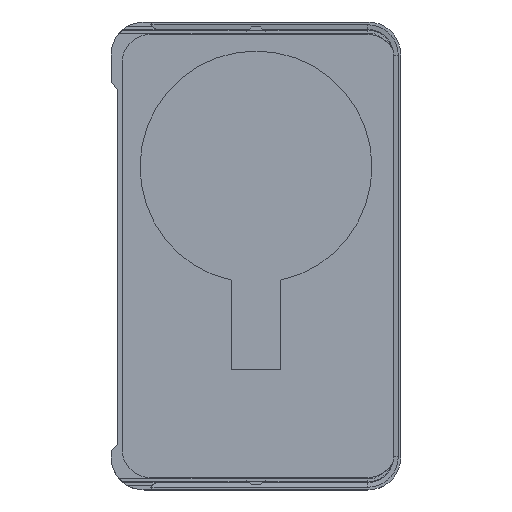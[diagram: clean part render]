
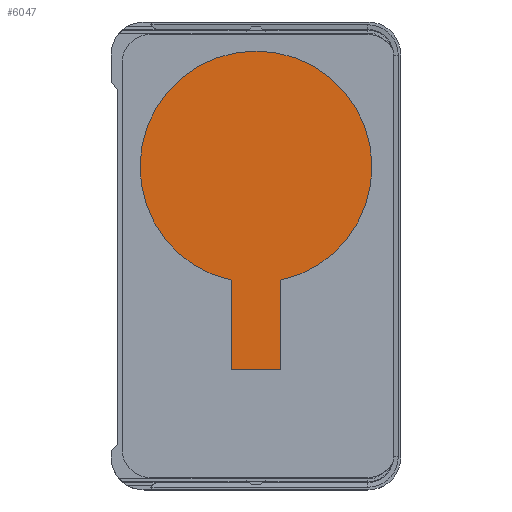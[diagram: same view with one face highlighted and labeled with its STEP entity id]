
A CAD part, top view. The second image highlights one B-rep face of the part: STEP entity #6047.
In plain terms, the highlighted planar face has unit normal (0, 0, 1).
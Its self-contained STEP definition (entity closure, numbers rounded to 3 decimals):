
#3295 = CYLINDRICAL_SURFACE('',#3296,28.);
#3296 = AXIS2_PLACEMENT_3D('',#3297,#3298,#3299);
#3297 = CARTESIAN_POINT('',(29.,72.,0.));
#3298 = DIRECTION('',(0.,0.,1.));
#3299 = DIRECTION('',(1.,0.,0.));
#3323 = PLANE('',#3324);
#3324 = AXIS2_PLACEMENT_3D('',#3325,#3326,#3327);
#3325 = CARTESIAN_POINT('',(35.,44.65,0.));
#3326 = DIRECTION('',(-1.,0.,0.));
#3327 = DIRECTION('',(0.,-1.,0.));
#3351 = PLANE('',#3352);
#3352 = AXIS2_PLACEMENT_3D('',#3353,#3354,#3355);
#3353 = CARTESIAN_POINT('',(35.,23.,0.));
#3354 = DIRECTION('',(0.,1.,0.));
#3355 = DIRECTION('',(-1.,0.,0.));
#3377 = PLANE('',#3378);
#3378 = AXIS2_PLACEMENT_3D('',#3379,#3380,#3381);
#3379 = CARTESIAN_POINT('',(23.,23.,0.));
#3380 = DIRECTION('',(1.,0.,0.));
#3381 = DIRECTION('',(0.,1.,0.));
#4765 = VERTEX_POINT('',#4766);
#4766 = CARTESIAN_POINT('',(35.,44.65,-3.7));
#4787 = EDGE_CURVE('',#4765,#4788,#4790,.T.);
#4788 = VERTEX_POINT('',#4789);
#4789 = CARTESIAN_POINT('',(23.,44.65,-3.7));
#4790 = SURFACE_CURVE('',#4791,(#4796,#4803),.PCURVE_S1.);
#4791 = CIRCLE('',#4792,28.);
#4792 = AXIS2_PLACEMENT_3D('',#4793,#4794,#4795);
#4793 = CARTESIAN_POINT('',(29.,72.,-3.7));
#4794 = DIRECTION('',(0.,0.,1.));
#4795 = DIRECTION('',(1.,0.,0.));
#4796 = PCURVE('',#3295,#4797);
#4797 = DEFINITIONAL_REPRESENTATION('',(#4798),#4802);
#4798 = LINE('',#4799,#4800);
#4799 = CARTESIAN_POINT('',(0.,-3.7));
#4800 = VECTOR('',#4801,1.);
#4801 = DIRECTION('',(1.,0.));
#4802 = ( GEOMETRIC_REPRESENTATION_CONTEXT(2) 
PARAMETRIC_REPRESENTATION_CONTEXT() REPRESENTATION_CONTEXT('2D SPACE',''
  ) );
#4803 = PCURVE('',#4804,#4809);
#4804 = PLANE('',#4805);
#4805 = AXIS2_PLACEMENT_3D('',#4806,#4807,#4808);
#4806 = CARTESIAN_POINT('',(29.,61.44,-3.7));
#4807 = DIRECTION('',(0.,0.,1.));
#4808 = DIRECTION('',(1.,0.,0.));
#4809 = DEFINITIONAL_REPRESENTATION('',(#4810),#4814);
#4810 = CIRCLE('',#4811,28.);
#4811 = AXIS2_PLACEMENT_2D('',#4812,#4813);
#4812 = CARTESIAN_POINT('',(0.,10.56));
#4813 = DIRECTION('',(1.,0.));
#4814 = ( GEOMETRIC_REPRESENTATION_CONTEXT(2) 
PARAMETRIC_REPRESENTATION_CONTEXT() REPRESENTATION_CONTEXT('2D SPACE',''
  ) );
#4842 = VERTEX_POINT('',#4843);
#4843 = CARTESIAN_POINT('',(23.,23.,-3.7));
#4864 = EDGE_CURVE('',#4842,#4788,#4865,.T.);
#4865 = SURFACE_CURVE('',#4866,(#4870,#4877),.PCURVE_S1.);
#4866 = LINE('',#4867,#4868);
#4867 = CARTESIAN_POINT('',(23.,23.,-3.7));
#4868 = VECTOR('',#4869,1.);
#4869 = DIRECTION('',(0.,1.,0.));
#4870 = PCURVE('',#3377,#4871);
#4871 = DEFINITIONAL_REPRESENTATION('',(#4872),#4876);
#4872 = LINE('',#4873,#4874);
#4873 = CARTESIAN_POINT('',(0.,-3.7));
#4874 = VECTOR('',#4875,1.);
#4875 = DIRECTION('',(1.,0.));
#4876 = ( GEOMETRIC_REPRESENTATION_CONTEXT(2) 
PARAMETRIC_REPRESENTATION_CONTEXT() REPRESENTATION_CONTEXT('2D SPACE',''
  ) );
#4877 = PCURVE('',#4804,#4878);
#4878 = DEFINITIONAL_REPRESENTATION('',(#4879),#4883);
#4879 = LINE('',#4880,#4881);
#4880 = CARTESIAN_POINT('',(-6.,-38.44));
#4881 = VECTOR('',#4882,1.);
#4882 = DIRECTION('',(0.,1.));
#4883 = ( GEOMETRIC_REPRESENTATION_CONTEXT(2) 
PARAMETRIC_REPRESENTATION_CONTEXT() REPRESENTATION_CONTEXT('2D SPACE',''
  ) );
#4891 = VERTEX_POINT('',#4892);
#4892 = CARTESIAN_POINT('',(35.,23.,-3.7));
#4913 = EDGE_CURVE('',#4891,#4842,#4914,.T.);
#4914 = SURFACE_CURVE('',#4915,(#4919,#4926),.PCURVE_S1.);
#4915 = LINE('',#4916,#4917);
#4916 = CARTESIAN_POINT('',(35.,23.,-3.7));
#4917 = VECTOR('',#4918,1.);
#4918 = DIRECTION('',(-1.,0.,0.));
#4919 = PCURVE('',#3351,#4920);
#4920 = DEFINITIONAL_REPRESENTATION('',(#4921),#4925);
#4921 = LINE('',#4922,#4923);
#4922 = CARTESIAN_POINT('',(0.,-3.7));
#4923 = VECTOR('',#4924,1.);
#4924 = DIRECTION('',(1.,0.));
#4925 = ( GEOMETRIC_REPRESENTATION_CONTEXT(2) 
PARAMETRIC_REPRESENTATION_CONTEXT() REPRESENTATION_CONTEXT('2D SPACE',''
  ) );
#4926 = PCURVE('',#4804,#4927);
#4927 = DEFINITIONAL_REPRESENTATION('',(#4928),#4932);
#4928 = LINE('',#4929,#4930);
#4929 = CARTESIAN_POINT('',(6.,-38.44));
#4930 = VECTOR('',#4931,1.);
#4931 = DIRECTION('',(-1.,0.));
#4932 = ( GEOMETRIC_REPRESENTATION_CONTEXT(2) 
PARAMETRIC_REPRESENTATION_CONTEXT() REPRESENTATION_CONTEXT('2D SPACE',''
  ) );
#4940 = EDGE_CURVE('',#4765,#4891,#4941,.T.);
#4941 = SURFACE_CURVE('',#4942,(#4946,#4953),.PCURVE_S1.);
#4942 = LINE('',#4943,#4944);
#4943 = CARTESIAN_POINT('',(35.,44.65,-3.7));
#4944 = VECTOR('',#4945,1.);
#4945 = DIRECTION('',(0.,-1.,0.));
#4946 = PCURVE('',#3323,#4947);
#4947 = DEFINITIONAL_REPRESENTATION('',(#4948),#4952);
#4948 = LINE('',#4949,#4950);
#4949 = CARTESIAN_POINT('',(0.,-3.7));
#4950 = VECTOR('',#4951,1.);
#4951 = DIRECTION('',(1.,0.));
#4952 = ( GEOMETRIC_REPRESENTATION_CONTEXT(2) 
PARAMETRIC_REPRESENTATION_CONTEXT() REPRESENTATION_CONTEXT('2D SPACE',''
  ) );
#4953 = PCURVE('',#4804,#4954);
#4954 = DEFINITIONAL_REPRESENTATION('',(#4955),#4959);
#4955 = LINE('',#4956,#4957);
#4956 = CARTESIAN_POINT('',(6.,-16.79));
#4957 = VECTOR('',#4958,1.);
#4958 = DIRECTION('',(0.,-1.));
#4959 = ( GEOMETRIC_REPRESENTATION_CONTEXT(2) 
PARAMETRIC_REPRESENTATION_CONTEXT() REPRESENTATION_CONTEXT('2D SPACE',''
  ) );
#6047 = ADVANCED_FACE('',(#6048),#4804,.T.);
#6048 = FACE_BOUND('',#6049,.T.);
#6049 = EDGE_LOOP('',(#6050,#6051,#6052,#6053));
#6050 = ORIENTED_EDGE('',*,*,#4787,.T.);
#6051 = ORIENTED_EDGE('',*,*,#4864,.F.);
#6052 = ORIENTED_EDGE('',*,*,#4913,.F.);
#6053 = ORIENTED_EDGE('',*,*,#4940,.F.);
